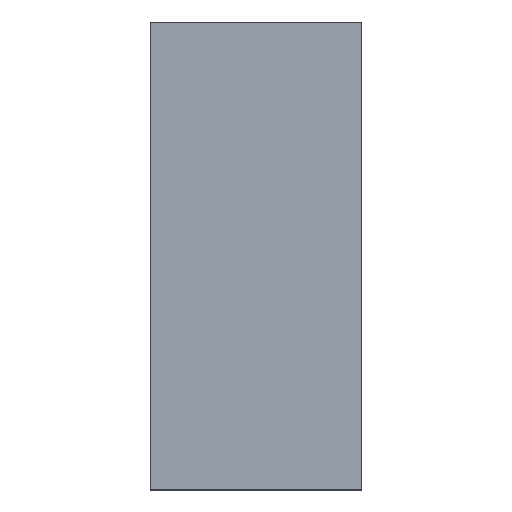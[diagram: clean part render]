
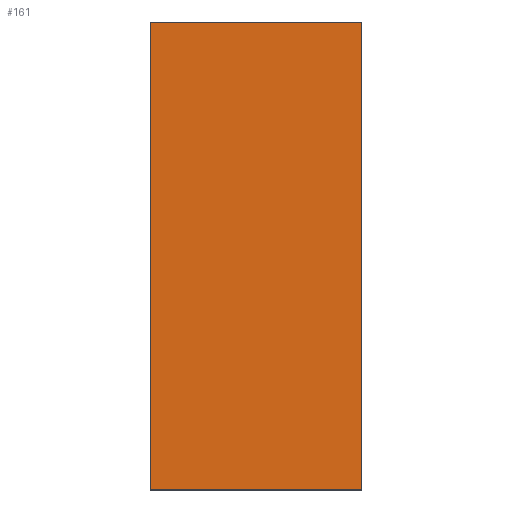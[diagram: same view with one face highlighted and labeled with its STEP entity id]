
A CAD part, top view. The second image highlights one B-rep face of the part: STEP entity #161.
In plain terms, the highlighted planar face has unit normal (0, 0, 1).
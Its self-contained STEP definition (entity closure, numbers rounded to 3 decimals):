
#84=ORIENTED_EDGE('',*,*,#106,.T.);
#85=ORIENTED_EDGE('',*,*,#99,.F.);
#86=ORIENTED_EDGE('',*,*,#107,.F.);
#87=ORIENTED_EDGE('',*,*,#104,.T.);
#99=EDGE_CURVE('',#111,#108,#119,.T.);
#104=EDGE_CURVE('',#115,#114,#124,.T.);
#106=EDGE_CURVE('',#114,#108,#126,.T.);
#107=EDGE_CURVE('',#115,#111,#127,.T.);
#108=VERTEX_POINT('',#260);
#111=VERTEX_POINT('',#265);
#114=VERTEX_POINT('',#275);
#115=VERTEX_POINT('',#277);
#119=LINE('',#266,#131);
#124=LINE('',#276,#136);
#126=LINE('',#280,#138);
#127=LINE('',#281,#139);
#131=VECTOR('',#206,1000.);
#136=VECTOR('',#215,1000.);
#138=VECTOR('',#219,1000.);
#139=VECTOR('',#220,1000.);
#143=EDGE_LOOP('',(#84,#85,#86,#87));
#149=FACE_BOUND('',#143,.T.);
#155=PLANE('',#180);
#161=ADVANCED_FACE('',(#149),#155,.F.);
#180=AXIS2_PLACEMENT_3D('',#279,#217,#218);
#206=DIRECTION('',(0.,1.,0.));
#215=DIRECTION('',(0.,1.,0.));
#217=DIRECTION('',(0.,0.,-1.));
#218=DIRECTION('',(-1.,0.,0.));
#219=DIRECTION('',(-1.,0.,0.));
#220=DIRECTION('',(-1.,0.,0.));
#260=CARTESIAN_POINT('',(0.,0.,2.));
#265=CARTESIAN_POINT('',(0.,-510.,2.));
#266=CARTESIAN_POINT('',(0.,-510.,2.));
#275=CARTESIAN_POINT('',(230.,0.,2.));
#276=CARTESIAN_POINT('',(230.,-510.,2.));
#277=CARTESIAN_POINT('',(230.,-510.,2.));
#279=CARTESIAN_POINT('',(230.,-510.,2.));
#280=CARTESIAN_POINT('',(230.,0.,2.));
#281=CARTESIAN_POINT('',(230.,-510.,2.));
